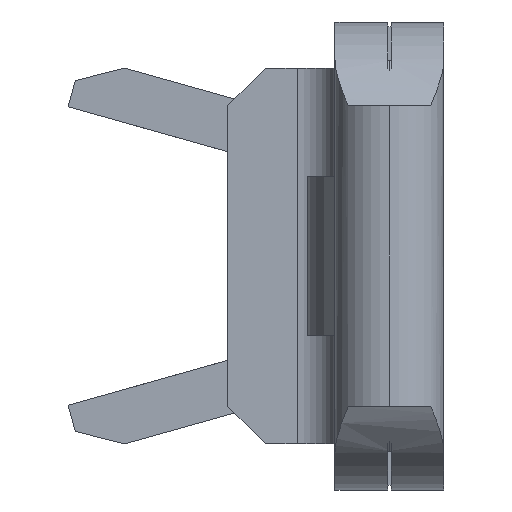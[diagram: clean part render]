
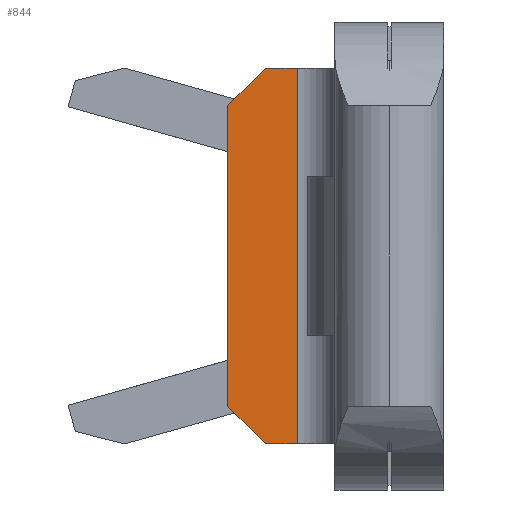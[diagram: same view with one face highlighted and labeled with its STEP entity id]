
A CAD part, left-side view. The second image highlights one B-rep face of the part: STEP entity #844.
In plain terms, the highlighted planar face has unit normal (-1, 0, 0).
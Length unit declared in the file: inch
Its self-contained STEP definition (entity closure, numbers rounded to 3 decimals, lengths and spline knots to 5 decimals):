
#52 = FACE_OUTER_BOUND ( 'NONE', #3684, .T. ) ;
#117 = CARTESIAN_POINT ( 'NONE',  ( 0.861, 0.066, 0.1 ) ) ;
#125 = CARTESIAN_POINT ( 'NONE',  ( 0.861, 0.066, -0.1 ) ) ;
#164 = CARTESIAN_POINT ( 'NONE',  ( 0.861, 0.049, 0.1245 ) ) ;
#301 = LINE ( 'NONE', #164, #2621 ) ;
#318 = VERTEX_POINT ( 'NONE', #4291 ) ;
#486 = ORIENTED_EDGE ( 'NONE', *, *, #4862, .T. ) ;
#620 = ORIENTED_EDGE ( 'NONE', *, *, #4127, .T. ) ;
#844 = ADVANCED_FACE ( 'NONE', ( #52 ), #2746, .F. ) ;
#1161 = CARTESIAN_POINT ( 'NONE',  ( 0.861, 0.086, -0.1 ) ) ;
#1269 = CARTESIAN_POINT ( 'NONE',  ( 0.861, 0.066, -0.1 ) ) ;
#1291 = CARTESIAN_POINT ( 'NONE',  ( 0.861, 0.086, 0.08 ) ) ;
#1392 = DIRECTION ( 'NONE',  ( 0., 0.707, -0.707 ) ) ;
#1443 = VERTEX_POINT ( 'NONE', #1988 ) ;
#1744 = CARTESIAN_POINT ( 'NONE',  ( 0.861, 0.086, 0.1245 ) ) ;
#1861 = ORIENTED_EDGE ( 'NONE', *, *, #3245, .T. ) ;
#1954 = VECTOR ( 'NONE', #1392, 39.37008 ) ;
#1988 = CARTESIAN_POINT ( 'NONE',  ( 0.861, 0.086, -0.08 ) ) ;
#2001 = ORIENTED_EDGE ( 'NONE', *, *, #3353, .F. ) ;
#2087 = LINE ( 'NONE', #1161, #3086 ) ;
#2387 = VERTEX_POINT ( 'NONE', #1291 ) ;
#2560 = VECTOR ( 'NONE', #2941, 39.37008 ) ;
#2621 = VECTOR ( 'NONE', #3174, 39.37008 ) ;
#2651 = ORIENTED_EDGE ( 'NONE', *, *, #3514, .T. ) ;
#2718 = DIRECTION ( 'NONE',  ( 0., 1., 0. ) ) ;
#2732 = DIRECTION ( 'NONE',  ( 1., 0., 0. ) ) ;
#2746 = PLANE ( 'NONE',  #2908 ) ;
#2759 = CARTESIAN_POINT ( 'NONE',  ( 0.861, 0.066, 0.1 ) ) ;
#2761 = ORIENTED_EDGE ( 'NONE', *, *, #4496, .T. ) ;
#2884 = CARTESIAN_POINT ( 'NONE',  ( 0.861, 0.086, 0.1245 ) ) ;
#2908 = AXIS2_PLACEMENT_3D ( 'NONE', #2884, #2732, #2718 ) ;
#2941 = DIRECTION ( 'NONE',  ( 0., 1., 0. ) ) ;
#3086 = VECTOR ( 'NONE', #5152, 39.37008 ) ;
#3174 = DIRECTION ( 'NONE',  ( 0., 0., -1. ) ) ;
#3245 = EDGE_CURVE ( 'NONE', #3473, #4881, #2087, .T. ) ;
#3353 = EDGE_CURVE ( 'NONE', #318, #4881, #301, .T. ) ;
#3396 = LINE ( 'NONE', #1744, #4482 ) ;
#3473 = VERTEX_POINT ( 'NONE', #1269 ) ;
#3474 = LINE ( 'NONE', #5282, #2560 ) ;
#3514 = EDGE_CURVE ( 'NONE', #318, #3915, #3474, .T. ) ;
#3684 = EDGE_LOOP ( 'NONE', ( #2651, #486, #2761, #620, #1861, #2001 ) ) ;
#3720 = DIRECTION ( 'NONE',  ( 0., 0., -1. ) ) ;
#3873 = VECTOR ( 'NONE', #3946, 39.37008 ) ;
#3915 = VERTEX_POINT ( 'NONE', #2759 ) ;
#3946 = DIRECTION ( 'NONE',  ( 0., -0.707, -0.707 ) ) ;
#4127 = EDGE_CURVE ( 'NONE', #1443, #3473, #4892, .T. ) ;
#4291 = CARTESIAN_POINT ( 'NONE',  ( 0.861, 0.049, 0.1 ) ) ;
#4324 = CARTESIAN_POINT ( 'NONE',  ( 0.861, 0.049, -0.1 ) ) ;
#4482 = VECTOR ( 'NONE', #3720, 39.37008 ) ;
#4496 = EDGE_CURVE ( 'NONE', #2387, #1443, #3396, .T. ) ;
#4862 = EDGE_CURVE ( 'NONE', #3915, #2387, #5174, .T. ) ;
#4881 = VERTEX_POINT ( 'NONE', #4324 ) ;
#4892 = LINE ( 'NONE', #125, #3873 ) ;
#5152 = DIRECTION ( 'NONE',  ( 0., -1., 0. ) ) ;
#5174 = LINE ( 'NONE', #117, #1954 ) ;
#5282 = CARTESIAN_POINT ( 'NONE',  ( 0.861, 0.086, 0.1 ) ) ;
